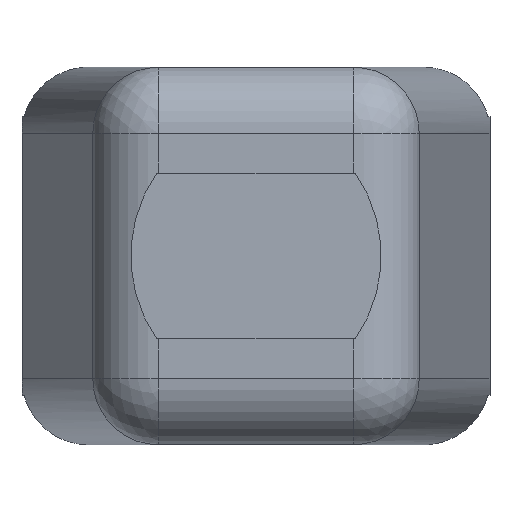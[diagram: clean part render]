
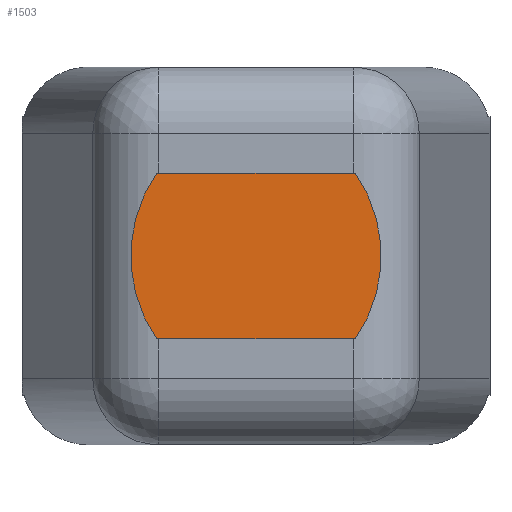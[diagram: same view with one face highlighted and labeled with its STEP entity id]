
A CAD part, front view. The second image highlights one B-rep face of the part: STEP entity #1503.
In plain terms, the highlighted planar face has unit normal (0, -1, 0).
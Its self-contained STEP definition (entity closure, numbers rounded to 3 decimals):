
#454=DIRECTION('',(1.,0.,0.));
#455=VECTOR('',#454,6.);
#456=CARTESIAN_POINT('',(-3.,-25.,-2.5));
#457=LINE('',#456,#455);
#458=CARTESIAN_POINT('',(0.621,-25.,0.));
#459=DIRECTION('',(0.,-1.,0.));
#460=DIRECTION('',(-0.823,0.,0.568));
#461=AXIS2_PLACEMENT_3D('',#458,#459,#460);
#463=DIRECTION('',(-1.,0.,0.));
#464=VECTOR('',#463,6.);
#465=CARTESIAN_POINT('',(3.,-25.,2.5));
#466=LINE('',#465,#464);
#467=CARTESIAN_POINT('',(-0.621,-25.,0.));
#468=DIRECTION('',(0.,-1.,0.));
#469=DIRECTION('',(0.823,0.,-0.568));
#470=AXIS2_PLACEMENT_3D('',#467,#468,#469);
#808=CARTESIAN_POINT('',(-3.,-25.,-2.5));
#809=CARTESIAN_POINT('',(3.,-25.,-2.5));
#810=VERTEX_POINT('',#808);
#811=VERTEX_POINT('',#809);
#812=CARTESIAN_POINT('',(3.,-25.,2.5));
#813=VERTEX_POINT('',#812);
#814=CARTESIAN_POINT('',(-3.,-25.,2.5));
#815=VERTEX_POINT('',#814);
#1491=CARTESIAN_POINT('',(0.,-25.,0.));
#1492=DIRECTION('',(0.,-1.,0.));
#1493=DIRECTION('',(0.,0.,-1.));
#1494=AXIS2_PLACEMENT_3D('',#1491,#1492,#1493);
#1495=PLANE('',#1494);
#1496=ORIENTED_EDGE('',*,*,#1470,.F.);
#1497=ORIENTED_EDGE('',*,*,#1485,.F.);
#1498=ORIENTED_EDGE('',*,*,#1424,.F.);
#1500=ORIENTED_EDGE('',*,*,#1499,.F.);
#1501=EDGE_LOOP('',(#1496,#1497,#1498,#1500));
#1502=FACE_OUTER_BOUND('',#1501,.F.);
#1503=ADVANCED_FACE('',(#1502),#1495,.T.);
#462=CIRCLE('',#461,4.4);
#471=CIRCLE('',#470,4.4);
#1424=EDGE_CURVE('',#813,#815,#466,.T.);
#1470=EDGE_CURVE('',#810,#811,#457,.T.);
#1485=EDGE_CURVE('',#815,#810,#462,.T.);
#1499=EDGE_CURVE('',#811,#813,#471,.T.);
